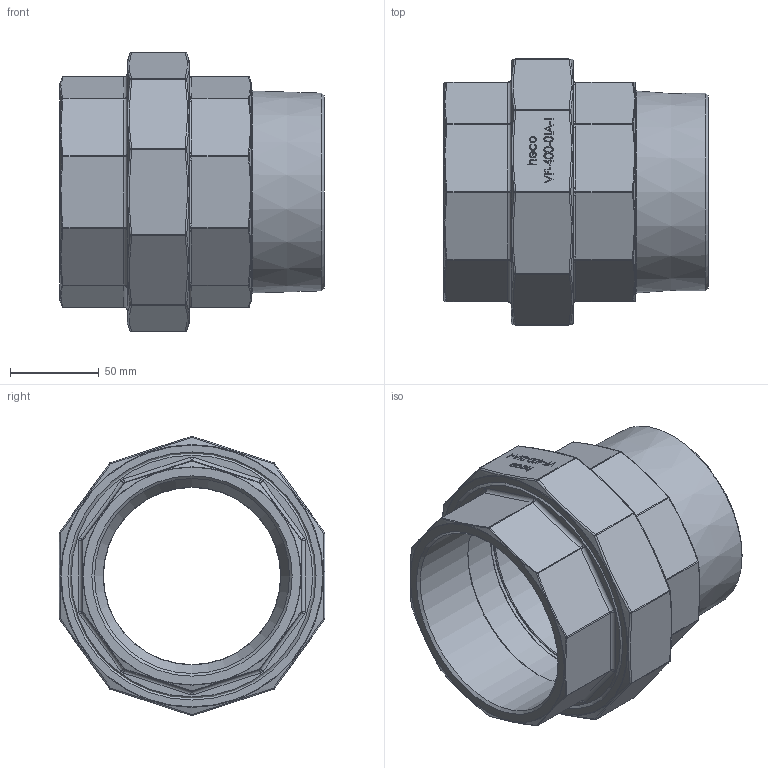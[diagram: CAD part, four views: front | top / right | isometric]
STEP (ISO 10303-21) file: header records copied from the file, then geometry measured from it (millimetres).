
FILE_DESCRIPTION (( 'STEP AP214' ), '1' );
FILE_NAME ('VF-400-0IA-I Verschraubung flach 2109.STEP', '2021-09-29T07:46:27', ( '' ), ( '' ), 'SwSTEP 2.0', 'SolidWorks 2019', '' );
FILE_SCHEMA (( 'AUTOMOTIVE_DESIGN' ));
Length unit declared in the file: millimetre
Products named in the file (1): VF-400-0IA-I Verschraubung flach 2109
Bounding box: 149 x 150 x 157.62 mm (x, y, z)
Volume: 602223.7 mm3; surface area: 177482 mm2
Topology: 4 solids, 4 shells, 424 faces, 1014 edges, 618 vertices
Faces by surface type: bspline 152, plane 150, cylinder 61, torus 28, sphere 20, cone 13
Full cylindrical faces by diameter (mm): 100 x1, 110.07 x1, 113 x1, 114 x1, 115 x1, 131 x1, 131.5 x1, 136 x2, 136.75 x1, 140 x1
Entity records: 22565 total; most frequent: CARTESIAN_POINT 9345, ORIENTED_EDGE 1900, DIRECTION 1414, EDGE_CURVE 950, VERTEX_POINT 604, AXIS2_PLACEMENT_3D 515, EDGE_LOOP 502, FACE_OUTER_BOUND 453
